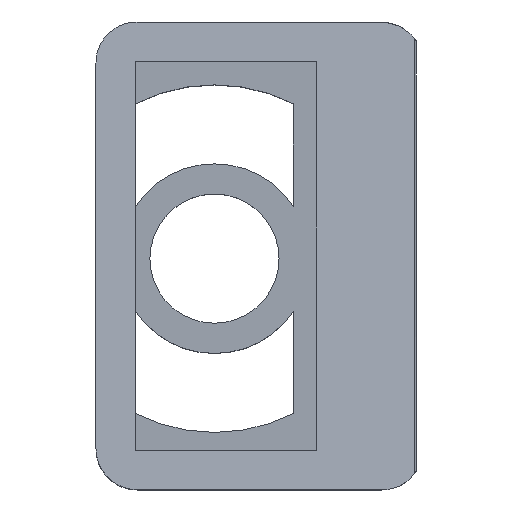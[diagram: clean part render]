
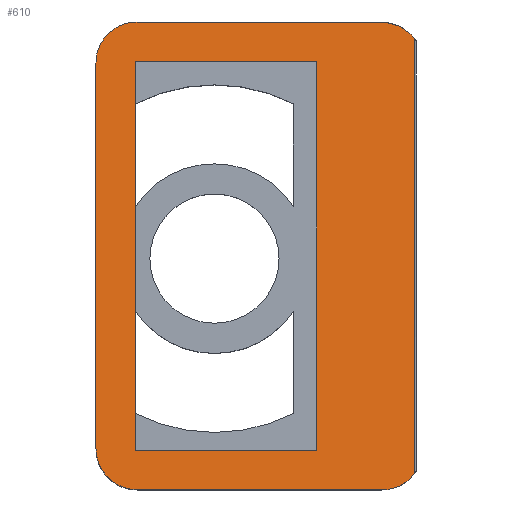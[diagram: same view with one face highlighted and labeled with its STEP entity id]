
A CAD part, top view. The second image highlights one B-rep face of the part: STEP entity #610.
In plain terms, the highlighted planar face has unit normal (0.582, 0, 0.813).
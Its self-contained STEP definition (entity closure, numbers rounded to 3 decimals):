
#15=FACE_BOUND('',#111,.T.);
#23=PLANE('',#662);
#39=ELLIPSE('',#661,15.986,13.);
#40=ELLIPSE('',#663,15.986,13.);
#41=ELLIPSE('',#664,15.986,13.);
#42=ELLIPSE('',#665,15.986,13.);
#76=FACE_OUTER_BOUND('',#110,.T.);
#110=EDGE_LOOP('',(#427,#428,#429,#430,#431,#432,#433,#434));
#111=EDGE_LOOP('',(#435,#436,#437,#438));
#149=LINE('',#920,#205);
#152=LINE('',#977,#208);
#153=LINE('',#981,#209);
#154=LINE('',#984,#210);
#155=LINE('',#987,#211);
#156=LINE('',#989,#212);
#157=LINE('',#991,#213);
#158=LINE('',#992,#214);
#205=VECTOR('',#723,10.);
#208=VECTOR('',#742,10.);
#209=VECTOR('',#745,10.);
#210=VECTOR('',#748,10.);
#211=VECTOR('',#749,10.);
#212=VECTOR('',#750,10.);
#213=VECTOR('',#751,10.);
#214=VECTOR('',#752,10.);
#266=VERTEX_POINT('',#908);
#267=VERTEX_POINT('',#919);
#273=VERTEX_POINT('',#970);
#274=VERTEX_POINT('',#974);
#275=VERTEX_POINT('',#976);
#276=VERTEX_POINT('',#978);
#277=VERTEX_POINT('',#980);
#278=VERTEX_POINT('',#982);
#279=VERTEX_POINT('',#985);
#280=VERTEX_POINT('',#986);
#281=VERTEX_POINT('',#988);
#282=VERTEX_POINT('',#990);
#324=EDGE_CURVE('',#266,#267,#149,.T.);
#332=EDGE_CURVE('',#267,#273,#39,.T.);
#334=EDGE_CURVE('',#274,#266,#40,.T.);
#335=EDGE_CURVE('',#275,#274,#152,.T.);
#336=EDGE_CURVE('',#276,#275,#41,.T.);
#337=EDGE_CURVE('',#276,#277,#153,.T.);
#338=EDGE_CURVE('',#278,#277,#42,.T.);
#339=EDGE_CURVE('',#273,#278,#154,.T.);
#340=EDGE_CURVE('',#279,#280,#155,.T.);
#341=EDGE_CURVE('',#281,#279,#156,.T.);
#342=EDGE_CURVE('',#282,#281,#157,.T.);
#343=EDGE_CURVE('',#280,#282,#158,.T.);
#427=ORIENTED_EDGE('',*,*,#324,.F.);
#428=ORIENTED_EDGE('',*,*,#334,.F.);
#429=ORIENTED_EDGE('',*,*,#335,.F.);
#430=ORIENTED_EDGE('',*,*,#336,.F.);
#431=ORIENTED_EDGE('',*,*,#337,.T.);
#432=ORIENTED_EDGE('',*,*,#338,.F.);
#433=ORIENTED_EDGE('',*,*,#339,.F.);
#434=ORIENTED_EDGE('',*,*,#332,.F.);
#435=ORIENTED_EDGE('',*,*,#340,.F.);
#436=ORIENTED_EDGE('',*,*,#341,.F.);
#437=ORIENTED_EDGE('',*,*,#342,.F.);
#438=ORIENTED_EDGE('',*,*,#343,.F.);
#610=ADVANCED_FACE('',(#76,#15),#23,.F.);
#661=AXIS2_PLACEMENT_3D('',#971,#735,#736);
#662=AXIS2_PLACEMENT_3D('',#973,#738,#739);
#663=AXIS2_PLACEMENT_3D('',#975,#740,#741);
#664=AXIS2_PLACEMENT_3D('',#979,#743,#744);
#665=AXIS2_PLACEMENT_3D('',#983,#746,#747);
#723=DIRECTION('',(0.,-1.,0.));
#735=DIRECTION('center_axis',(-0.582,0.,-0.813));
#736=DIRECTION('ref_axis',(0.813,0.,-0.582));
#738=DIRECTION('center_axis',(-0.582,0.,-0.813));
#739=DIRECTION('ref_axis',(-0.813,0.,0.582));
#740=DIRECTION('center_axis',(-0.582,0.,-0.813));
#741=DIRECTION('ref_axis',(0.813,0.,-0.582));
#742=DIRECTION('',(0.813,0.,-0.582));
#743=DIRECTION('center_axis',(-0.582,0.,-0.813));
#744=DIRECTION('ref_axis',(-0.813,0.,0.582));
#745=DIRECTION('',(0.,-1.,0.));
#746=DIRECTION('center_axis',(-0.582,0.,-0.813));
#747=DIRECTION('ref_axis',(-0.813,0.,0.582));
#748=DIRECTION('',(-0.813,0.,0.582));
#749=DIRECTION('',(-0.813,0.,0.582));
#750=DIRECTION('',(0.,1.,0.));
#751=DIRECTION('',(0.813,0.,-0.582));
#752=DIRECTION('',(0.,-1.,0.));
#908=CARTESIAN_POINT('',(100.866,142.711,1.813));
#919=CARTESIAN_POINT('',(100.866,5.289,1.813));
#920=CARTESIAN_POINT('',(100.866,37.,1.813));
#970=CARTESIAN_POINT('',(90.4,0.,9.304));
#971=CARTESIAN_POINT('Origin',(90.4,13.,9.304));
#973=CARTESIAN_POINT('Origin',(103.4,0.,0.));
#974=CARTESIAN_POINT('',(90.4,148.,9.304));
#975=CARTESIAN_POINT('Origin',(90.4,135.,9.304));
#976=CARTESIAN_POINT('',(13.,148.,64.696));
#977=CARTESIAN_POINT('',(103.4,148.,0.));
#978=CARTESIAN_POINT('',(0.,135.,74.));
#979=CARTESIAN_POINT('Origin',(13.,135.,64.696));
#980=CARTESIAN_POINT('',(0.,13.,74.));
#981=CARTESIAN_POINT('',(0.,148.,74.));
#982=CARTESIAN_POINT('',(13.,0.,64.696));
#983=CARTESIAN_POINT('Origin',(13.,13.,64.696));
#984=CARTESIAN_POINT('',(69.211,0.,24.468));
#985=CARTESIAN_POINT('',(69.865,135.5,24.));
#986=CARTESIAN_POINT('',(12.5,135.5,65.054));
#987=CARTESIAN_POINT('',(55.833,135.5,34.042));
#988=CARTESIAN_POINT('',(69.865,12.5,24.));
#989=CARTESIAN_POINT('',(69.865,37.,24.));
#990=CARTESIAN_POINT('',(12.5,12.5,65.054));
#991=CARTESIAN_POINT('',(81.756,12.5,15.49));
#992=CARTESIAN_POINT('',(12.5,6.25,65.054));
